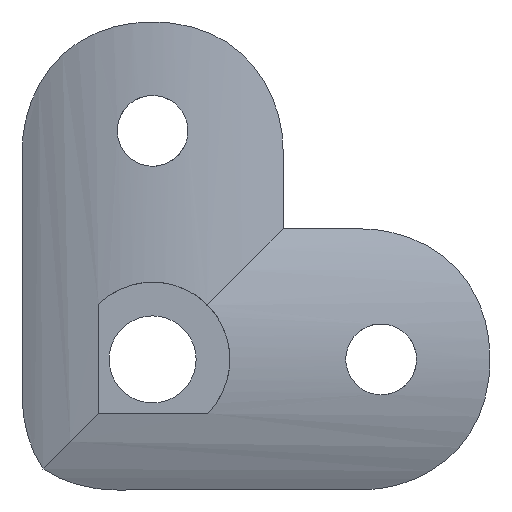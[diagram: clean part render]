
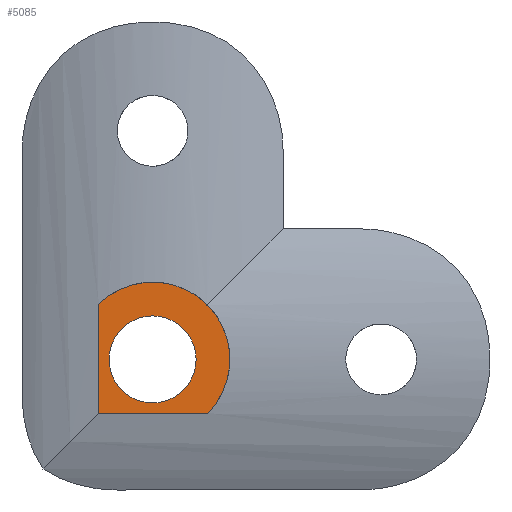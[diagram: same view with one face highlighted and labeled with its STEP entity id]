
A CAD part, front view. The second image highlights one B-rep face of the part: STEP entity #5085.
In plain terms, the highlighted planar face has unit normal (0, -1, 0).
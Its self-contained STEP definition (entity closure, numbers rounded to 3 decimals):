
#8 = VERTEX_POINT ( 'NONE', #9218 ) ;
#289 = DIRECTION ( 'NONE',  ( 0., 0., -1. ) ) ;
#573 = ORIENTED_EDGE ( 'NONE', *, *, #4300, .F. ) ;
#629 = DIRECTION ( 'NONE',  ( -1., 0., 0. ) ) ;
#900 = ORIENTED_EDGE ( 'NONE', *, *, #12391, .T. ) ;
#1505 = FACE_OUTER_BOUND ( 'NONE', #6559, .T. ) ;
#1716 = DIRECTION ( 'NONE',  ( 0., 0., -1. ) ) ;
#1737 = VERTEX_POINT ( 'NONE', #9759 ) ;
#1815 = LINE ( 'NONE', #5265, #2587 ) ;
#1951 = DIRECTION ( 'NONE',  ( 0., 0., -1. ) ) ;
#2052 = CARTESIAN_POINT ( 'NONE',  ( 0., 0.5, 0. ) ) ;
#2129 = PLANE ( 'NONE',  #7221 ) ;
#2433 = LINE ( 'NONE', #9655, #12285 ) ;
#2587 = VECTOR ( 'NONE', #10157, 1000. ) ;
#2897 = ORIENTED_EDGE ( 'NONE', *, *, #10360, .T. ) ;
#2974 = DIRECTION ( 'NONE',  ( 1., 0., 0. ) ) ;
#3264 = DIRECTION ( 'NONE',  ( 0., -1., 0. ) ) ;
#3272 = DIRECTION ( 'NONE',  ( 0., -1., 0. ) ) ;
#3723 = EDGE_CURVE ( 'NONE', #8, #1737, #1815, .T. ) ;
#3916 = CARTESIAN_POINT ( 'NONE',  ( 0., 0.5, -4.965 ) ) ;
#4236 = DIRECTION ( 'NONE',  ( 0., 0., -1. ) ) ;
#4300 = EDGE_CURVE ( 'NONE', #9929, #7361, #2433, .T. ) ;
#4613 = CARTESIAN_POINT ( 'NONE',  ( -4.965, 0.5, -4.965 ) ) ;
#5019 = CIRCLE ( 'NONE', #6652, 7.1 ) ;
#5064 = CARTESIAN_POINT ( 'NONE',  ( 0., 0.5, 4. ) ) ;
#5085 = ADVANCED_FACE ( 'NONE', ( #6634, #1505 ), #2129, .T. ) ;
#5203 = CIRCLE ( 'NONE', #11434, 4. ) ;
#5265 = CARTESIAN_POINT ( 'NONE',  ( 4.965, 0.5, -24.819 ) ) ;
#5370 = LINE ( 'NONE', #7474, #10909 ) ;
#5454 = DIRECTION ( 'NONE',  ( 0., -1., 0. ) ) ;
#5638 = AXIS2_PLACEMENT_3D ( 'NONE', #9031, #3272, #4236 ) ;
#5784 = CARTESIAN_POINT ( 'NONE',  ( 0., 0.5, 0. ) ) ;
#5872 = EDGE_CURVE ( 'NONE', #8660, #7233, #6783, .T. ) ;
#5899 = EDGE_LOOP ( 'NONE', ( #7132, #7189 ) ) ;
#6050 = DIRECTION ( 'NONE',  ( 0., -1., 0. ) ) ;
#6364 = EDGE_CURVE ( 'NONE', #8, #7361, #7218, .T. ) ;
#6506 = VERTEX_POINT ( 'NONE', #9389 ) ;
#6542 = VERTEX_POINT ( 'NONE', #7382 ) ;
#6559 = EDGE_LOOP ( 'NONE', ( #10711, #7362, #10042, #573, #900, #2897 ) ) ;
#6634 = FACE_BOUND ( 'NONE', #5899, .T. ) ;
#6652 = AXIS2_PLACEMENT_3D ( 'NONE', #5784, #3264, #1951 ) ;
#6783 = CIRCLE ( 'NONE', #5638, 4. ) ;
#6912 = DIRECTION ( 'NONE',  ( 0., -1., 0. ) ) ;
#6984 = VECTOR ( 'NONE', #2974, 1000. ) ;
#7132 = ORIENTED_EDGE ( 'NONE', *, *, #5872, .F. ) ;
#7189 = ORIENTED_EDGE ( 'NONE', *, *, #7862, .F. ) ;
#7218 = CIRCLE ( 'NONE', #7958, 7.1 ) ;
#7221 = AXIS2_PLACEMENT_3D ( 'NONE', #5064, #6050, #289 ) ;
#7223 = EDGE_CURVE ( 'NONE', #6542, #1737, #5370, .T. ) ;
#7233 = VERTEX_POINT ( 'NONE', #11066 ) ;
#7357 = CARTESIAN_POINT ( 'NONE',  ( 0., 0.5, -4. ) ) ;
#7361 = VERTEX_POINT ( 'NONE', #7570 ) ;
#7362 = ORIENTED_EDGE ( 'NONE', *, *, #3723, .F. ) ;
#7382 = CARTESIAN_POINT ( 'NONE',  ( 5.075, 0.5, 4.965 ) ) ;
#7474 = CARTESIAN_POINT ( 'NONE',  ( 0., 0.5, 4.965 ) ) ;
#7570 = CARTESIAN_POINT ( 'NONE',  ( -4.965, 0.5, 5.075 ) ) ;
#7862 = EDGE_CURVE ( 'NONE', #7233, #8660, #5203, .T. ) ;
#7958 = AXIS2_PLACEMENT_3D ( 'NONE', #2052, #6912, #8625 ) ;
#8625 = DIRECTION ( 'NONE',  ( 0., 0., -1. ) ) ;
#8660 = VERTEX_POINT ( 'NONE', #7357 ) ;
#9031 = CARTESIAN_POINT ( 'NONE',  ( 0., 0.5, 0. ) ) ;
#9218 = CARTESIAN_POINT ( 'NONE',  ( 4.965, 0.5, 5.075 ) ) ;
#9389 = CARTESIAN_POINT ( 'NONE',  ( 5.075, 0.5, -4.965 ) ) ;
#9405 = CARTESIAN_POINT ( 'NONE',  ( 0., 0.5, 0. ) ) ;
#9655 = CARTESIAN_POINT ( 'NONE',  ( -4.965, 0.5, -24.819 ) ) ;
#9759 = CARTESIAN_POINT ( 'NONE',  ( 4.965, 0.5, 4.965 ) ) ;
#9929 = VERTEX_POINT ( 'NONE', #4613 ) ;
#10042 = ORIENTED_EDGE ( 'NONE', *, *, #6364, .T. ) ;
#10157 = DIRECTION ( 'NONE',  ( 0., 0., -1. ) ) ;
#10360 = EDGE_CURVE ( 'NONE', #6506, #6542, #5019, .T. ) ;
#10606 = DIRECTION ( 'NONE',  ( 0., 0., 1. ) ) ;
#10711 = ORIENTED_EDGE ( 'NONE', *, *, #7223, .T. ) ;
#10909 = VECTOR ( 'NONE', #629, 1000. ) ;
#11066 = CARTESIAN_POINT ( 'NONE',  ( 0., 0.5, 4. ) ) ;
#11434 = AXIS2_PLACEMENT_3D ( 'NONE', #9405, #5454, #1716 ) ;
#11576 = LINE ( 'NONE', #3916, #6984 ) ;
#12285 = VECTOR ( 'NONE', #10606, 1000. ) ;
#12391 = EDGE_CURVE ( 'NONE', #9929, #6506, #11576, .T. ) ;
